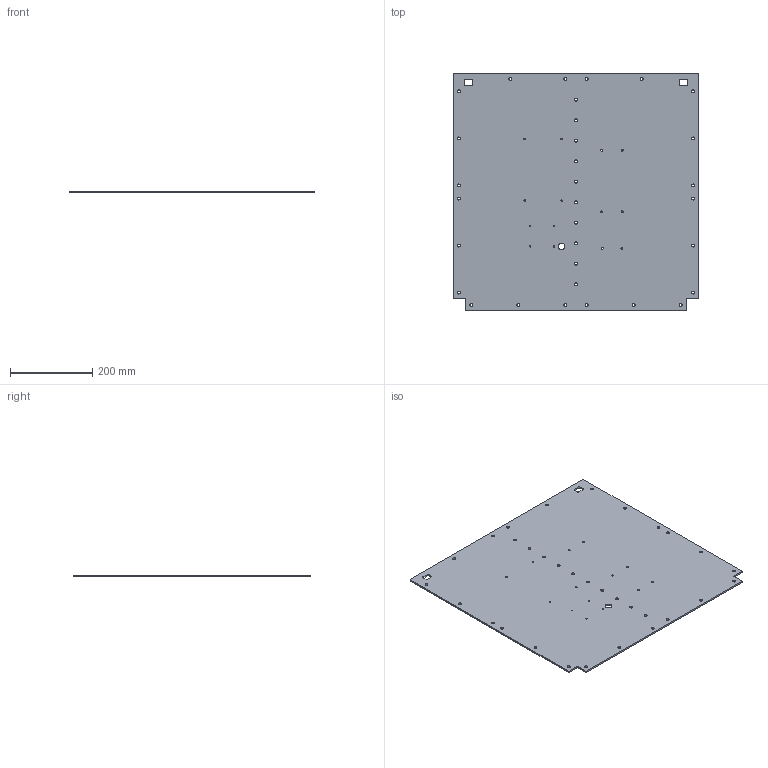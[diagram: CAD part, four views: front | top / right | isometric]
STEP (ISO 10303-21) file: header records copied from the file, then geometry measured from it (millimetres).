
FILE_DESCRIPTION(/* description */ (''),/* implementation_level */ '2;1');
FILE_NAME(/* name */ 'panel_electronics_400.step',/* time_stamp */ '2023-03-22T12:32:26Z',/* author */ (''),/* organization */ (''),/* preprocessor_version */ 'ST-DEVELOPER v19.2',/* originating_system */ 'Autodesk Translation Framework v11.17.0.187',/* authorisation */ '');
FILE_SCHEMA (('AUTOMOTIVE_DESIGN { 1 0 10303 214 3 1 1 }'));
Length unit declared in the file: millimetre
Products named in the file (1): panel_electronics_400
Bounding box: 598 x 578 x 4 mm (x, y, z)
Volume: 1366625.6 mm3; surface area: 696929.3 mm2
Topology: 1 solids, 1 shells, 81 faces, 237 edges, 158 vertices
Faces by surface type: cylinder 63, plane 18
Full cylindrical faces by diameter (mm): 3.1 x4, 3.6 x4, 4.8 x6, 7 x32, 16 x1
Entity records: 2986 total; most frequent: DIRECTION 527, CARTESIAN_POINT 477, ORIENTED_EDGE 474, EDGE_CURVE 237, AXIS2_PLACEMENT_3D 208, EDGE_LOOP 179, VERTEX_POINT 158, CIRCLE 126
